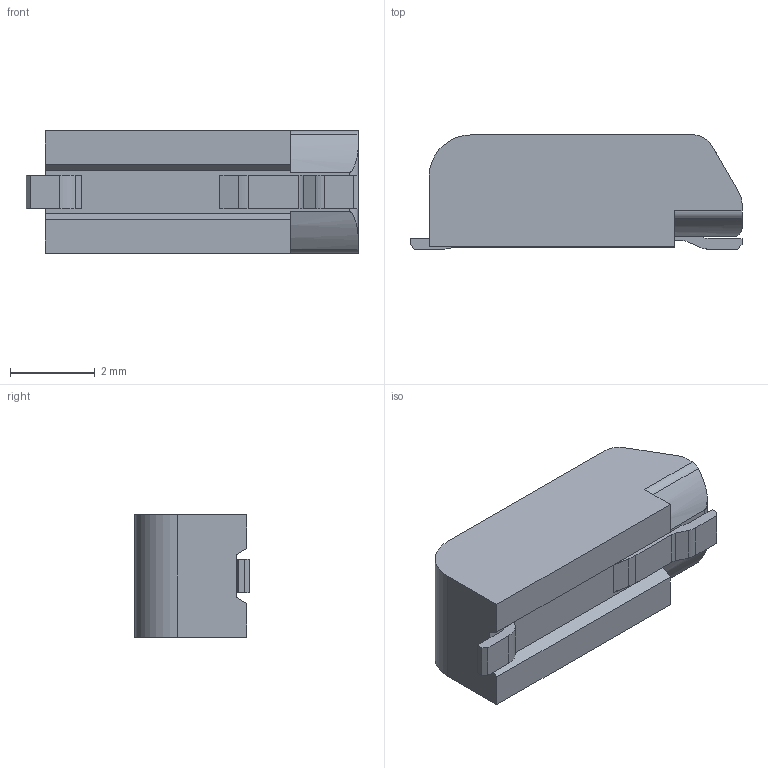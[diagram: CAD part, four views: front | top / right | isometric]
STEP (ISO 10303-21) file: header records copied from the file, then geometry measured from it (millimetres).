
FILE_DESCRIPTION(/* description */ ('STEP AP214'),/* implementation_level */ '2;1');
FILE_NAME(/* name */ '2059-301_998-403',/* time_stamp */ '2022-08-31T12:48:50+02:00',/* author */ ('License CC BY-ND 4.0'),/* organization */ ('CADENAS'),/* preprocessor_version */ 'ST-DEVELOPER v18.102',/* originating_system */ 'PARTsolutions',/* authorisation */ ' ');
FILE_SCHEMA (('AUTOMOTIVE_DESIGN {1 0 10303 214 3 1 1}'));
Length unit declared in the file: millimetre
Products named in the file (1): 2059-301/998-403
Bounding box: 7.85 x 2.7 x 2.9 mm (x, y, z)
Volume: 46.9 mm3; surface area: 108.4 mm2
Topology: 1 solids, 1 shells, 50 faces, 134 edges, 89 vertices
Faces by surface type: plane 32, cylinder 17, torus 1
Full cylindrical faces by diameter (mm): 1.1 x1, 1.6 x1
Entity records: 1576 total; most frequent: CARTESIAN_POINT 285, ORIENTED_EDGE 260, DIRECTION 260, EDGE_CURVE 130, LINE 94, VECTOR 94, VERTEX_POINT 88, AXIS2_PLACEMENT_3D 83
